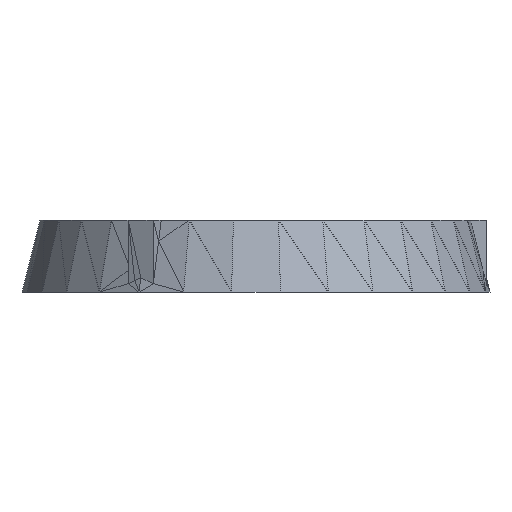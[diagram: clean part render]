
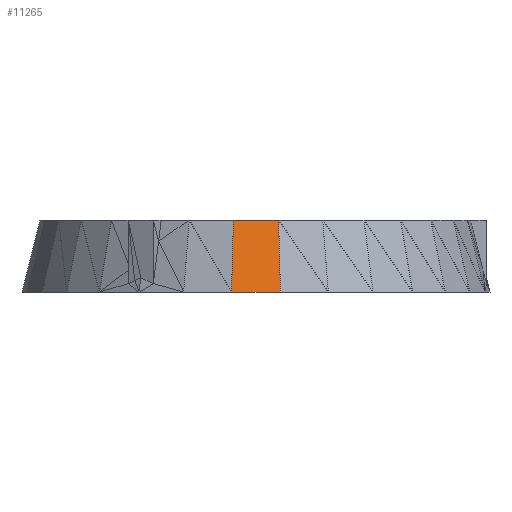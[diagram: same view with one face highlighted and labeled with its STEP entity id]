
A CAD part, front view. The second image highlights one B-rep face of the part: STEP entity #11265.
In plain terms, the highlighted planar face has unit normal (0, -0.971, 0.241).
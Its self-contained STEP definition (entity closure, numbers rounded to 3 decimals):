
#95 = PLANE('',#96);
#96 = AXIS2_PLACEMENT_3D('',#97,#98,#99);
#97 = CARTESIAN_POINT('',(0.,0.,20.));
#98 = DIRECTION('',(0.,0.,1.));
#99 = DIRECTION('',(1.,0.,0.));
#268 = EDGE_CURVE('',#269,#271,#273,.T.);
#269 = VERTEX_POINT('',#270);
#270 = CARTESIAN_POINT('',(-6.272,-59.671,20.));
#271 = VERTEX_POINT('',#272);
#272 = CARTESIAN_POINT('',(-6.794,-64.644,0.));
#273 = SURFACE_CURVE('',#274,(#278,#289),.PCURVE_S1.);
#274 = LINE('',#275,#276);
#275 = CARTESIAN_POINT('',(-6.272,-59.671,20.));
#276 = VECTOR('',#277,1.);
#277 = DIRECTION('',(-0.025,-0.241,-0.97
    ));
#278 = PCURVE('',#279,#284);
#279 = PLANE('',#280);
#280 = AXIS2_PLACEMENT_3D('',#281,#282,#283);
#281 = CARTESIAN_POINT('',(-10.414,-60.779,
    12.179));
#282 = DIRECTION('',(-0.202,-0.949,0.241));
#283 = DIRECTION('',(0.,-0.246,-0.969));
#284 = DEFINITIONAL_REPRESENTATION('',(#285),#288);
#285 = B_SPLINE_CURVE_WITH_KNOTS('',1,(#286,#287),.UNSPECIFIED.,.F.,.F.,
  (2,2),(0.,20.616),.PIECEWISE_BEZIER_KNOTS.);
#286 = CARTESIAN_POINT('',(-7.853,4.229));
#287 = CARTESIAN_POINT('',(12.756,3.695));
#288 = ( GEOMETRIC_REPRESENTATION_CONTEXT(2) 
PARAMETRIC_REPRESENTATION_CONTEXT() REPRESENTATION_CONTEXT('2D SPACE',''
  ) );
#289 = PCURVE('',#290,#295);
#290 = PLANE('',#291);
#291 = AXIS2_PLACEMENT_3D('',#292,#293,#294);
#292 = CARTESIAN_POINT('',(0.,-62.196,9.845));
#293 = DIRECTION('',(0.,-0.97,0.241));
#294 = DIRECTION('',(0.,-0.241,-0.97));
#295 = DEFINITIONAL_REPRESENTATION('',(#296),#300);
#296 = LINE('',#297,#298);
#297 = CARTESIAN_POINT('',(-10.464,-6.272));
#298 = VECTOR('',#299,1.);
#299 = DIRECTION('',(1.,-0.025));
#300 = ( GEOMETRIC_REPRESENTATION_CONTEXT(2) 
PARAMETRIC_REPRESENTATION_CONTEXT() REPRESENTATION_CONTEXT('2D SPACE',''
  ) );
#360 = PLANE('',#361);
#361 = AXIS2_PLACEMENT_3D('',#362,#363,#364);
#362 = CARTESIAN_POINT('',(0.,0.,
    0.));
#363 = DIRECTION('',(0.,0.,-1.));
#364 = DIRECTION('',(-1.,0.,0.));
#3039 = VERTEX_POINT('',#3040);
#3040 = CARTESIAN_POINT('',(6.794,-64.644,0.));
#3054 = PLANE('',#3055);
#3055 = AXIS2_PLACEMENT_3D('',#3056,#3057,#3058);
#3056 = CARTESIAN_POINT('',(10.902,-61.818,
    7.681));
#3057 = DIRECTION('',(0.202,-0.949,0.241));
#3058 = DIRECTION('',(0.,-0.246,-0.969));
#3065 = EDGE_CURVE('',#3039,#271,#3066,.T.);
#3066 = SURFACE_CURVE('',#3067,(#3071,#3078),.PCURVE_S1.);
#3067 = LINE('',#3068,#3069);
#3068 = CARTESIAN_POINT('',(6.794,-64.644,0.));
#3069 = VECTOR('',#3070,1.);
#3070 = DIRECTION('',(-1.,0.,0.));
#3071 = PCURVE('',#360,#3072);
#3072 = DEFINITIONAL_REPRESENTATION('',(#3073),#3077);
#3073 = LINE('',#3074,#3075);
#3074 = CARTESIAN_POINT('',(-6.794,-64.644));
#3075 = VECTOR('',#3076,1.);
#3076 = DIRECTION('',(1.,0.));
#3077 = ( GEOMETRIC_REPRESENTATION_CONTEXT(2) 
PARAMETRIC_REPRESENTATION_CONTEXT() REPRESENTATION_CONTEXT('2D SPACE',''
  ) );
#3078 = PCURVE('',#290,#3079);
#3079 = DEFINITIONAL_REPRESENTATION('',(#3080),#3084);
#3080 = LINE('',#3081,#3082);
#3081 = CARTESIAN_POINT('',(10.145,6.794));
#3082 = VECTOR('',#3083,1.);
#3083 = DIRECTION('',(0.,-1.));
#3084 = ( GEOMETRIC_REPRESENTATION_CONTEXT(2) 
PARAMETRIC_REPRESENTATION_CONTEXT() REPRESENTATION_CONTEXT('2D SPACE',''
  ) );
#5550 = VERTEX_POINT('',#5551);
#5551 = CARTESIAN_POINT('',(6.272,-59.671,20.));
#5596 = EDGE_CURVE('',#5550,#3039,#5597,.T.);
#5597 = SURFACE_CURVE('',#5598,(#5602,#5609),.PCURVE_S1.);
#5598 = LINE('',#5599,#5600);
#5599 = CARTESIAN_POINT('',(6.272,-59.671,20.));
#5600 = VECTOR('',#5601,1.);
#5601 = DIRECTION('',(0.025,-0.241,-0.97
    ));
#5602 = PCURVE('',#3054,#5603);
#5603 = DEFINITIONAL_REPRESENTATION('',(#5604),#5608);
#5604 = LINE('',#5605,#5606);
#5605 = CARTESIAN_POINT('',(-12.468,-4.727));
#5606 = VECTOR('',#5607,1.);
#5607 = DIRECTION('',(1.,0.026));
#5608 = ( GEOMETRIC_REPRESENTATION_CONTEXT(2) 
PARAMETRIC_REPRESENTATION_CONTEXT() REPRESENTATION_CONTEXT('2D SPACE',''
  ) );
#5609 = PCURVE('',#290,#5610);
#5610 = DEFINITIONAL_REPRESENTATION('',(#5611),#5615);
#5611 = LINE('',#5612,#5613);
#5612 = CARTESIAN_POINT('',(-10.464,6.272));
#5613 = VECTOR('',#5614,1.);
#5614 = DIRECTION('',(1.,0.025));
#5615 = ( GEOMETRIC_REPRESENTATION_CONTEXT(2) 
PARAMETRIC_REPRESENTATION_CONTEXT() REPRESENTATION_CONTEXT('2D SPACE',''
  ) );
#10423 = EDGE_CURVE('',#269,#5550,#10424,.T.);
#10424 = SURFACE_CURVE('',#10425,(#10429,#10436),.PCURVE_S1.);
#10425 = LINE('',#10426,#10427);
#10426 = CARTESIAN_POINT('',(-6.272,-59.671,20.));
#10427 = VECTOR('',#10428,1.);
#10428 = DIRECTION('',(1.,0.,0.));
#10429 = PCURVE('',#95,#10430);
#10430 = DEFINITIONAL_REPRESENTATION('',(#10431),#10435);
#10431 = LINE('',#10432,#10433);
#10432 = CARTESIAN_POINT('',(-6.272,-59.671));
#10433 = VECTOR('',#10434,1.);
#10434 = DIRECTION('',(1.,0.));
#10435 = ( GEOMETRIC_REPRESENTATION_CONTEXT(2) 
PARAMETRIC_REPRESENTATION_CONTEXT() REPRESENTATION_CONTEXT('2D SPACE',''
  ) );
#10436 = PCURVE('',#290,#10437);
#10437 = DEFINITIONAL_REPRESENTATION('',(#10438),#10442);
#10438 = LINE('',#10439,#10440);
#10439 = CARTESIAN_POINT('',(-10.464,-6.272));
#10440 = VECTOR('',#10441,1.);
#10441 = DIRECTION('',(0.,1.));
#10442 = ( GEOMETRIC_REPRESENTATION_CONTEXT(2) 
PARAMETRIC_REPRESENTATION_CONTEXT() REPRESENTATION_CONTEXT('2D SPACE',''
  ) );
#11265 = ADVANCED_FACE('',(#11266),#290,.T.);
#11266 = FACE_BOUND('',#11267,.T.);
#11267 = EDGE_LOOP('',(#11268,#11269,#11270,#11271));
#11268 = ORIENTED_EDGE('',*,*,#10423,.F.);
#11269 = ORIENTED_EDGE('',*,*,#268,.T.);
#11270 = ORIENTED_EDGE('',*,*,#3065,.F.);
#11271 = ORIENTED_EDGE('',*,*,#5596,.F.);
